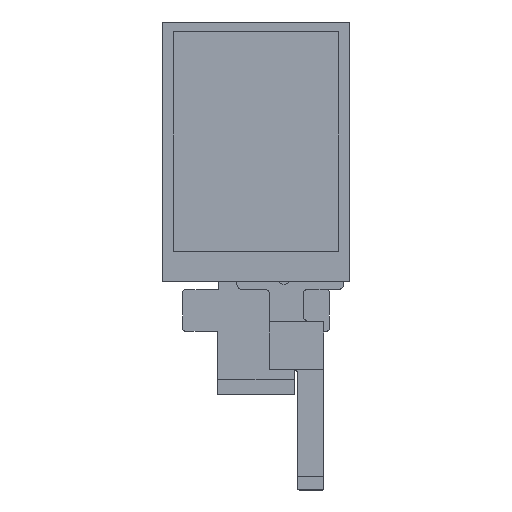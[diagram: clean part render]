
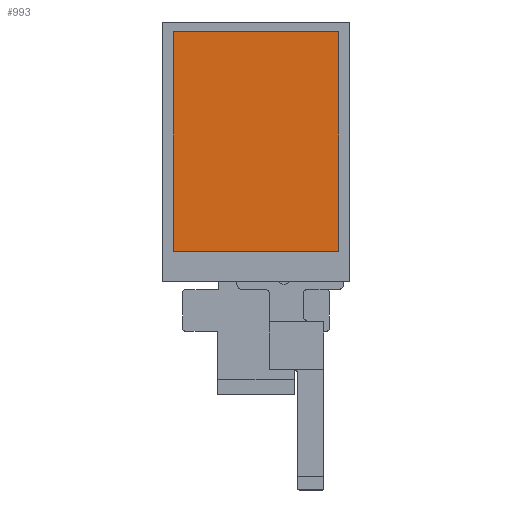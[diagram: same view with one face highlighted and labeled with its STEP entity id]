
A CAD part, top view. The second image highlights one B-rep face of the part: STEP entity #993.
In plain terms, the highlighted face is planar.
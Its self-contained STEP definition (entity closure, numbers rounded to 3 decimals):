
#471 = LINE ( 'NONE', #1190, #7753 ) ;
#573 = EDGE_LOOP ( 'NONE', ( #9250, #15258, #664, #2381 ) ) ;
#664 = ORIENTED_EDGE ( 'NONE', *, *, #10484, .T. ) ;
#888 = EDGE_CURVE ( 'NONE', #10839, #8724, #471, .T. ) ;
#993 = ADVANCED_FACE ( 'NONE', ( #11635 ), #9749, .T. ) ;
#1109 = DIRECTION ( 'NONE',  ( 1., 0., 0. ) ) ;
#1190 = CARTESIAN_POINT ( 'NONE',  ( 47.1, 0.68, -8.05 ) ) ;
#1642 = CARTESIAN_POINT ( 'NONE',  ( 47.1, 0.68, -8.05 ) ) ;
#1970 = VECTOR ( 'NONE', #1109, 1000. ) ;
#2017 = LINE ( 'NONE', #15443, #9491 ) ;
#2381 = ORIENTED_EDGE ( 'NONE', *, *, #13275, .T. ) ;
#2600 = EDGE_CURVE ( 'NONE', #12200, #10839, #11128, .T. ) ;
#2605 = DIRECTION ( 'NONE',  ( 1., 0., 0. ) ) ;
#3239 = VECTOR ( 'NONE', #12992, 1000. ) ;
#3717 = DIRECTION ( 'NONE',  ( 0., 1., 0. ) ) ;
#4756 = DIRECTION ( 'NONE',  ( 0., 0., -1. ) ) ;
#6272 = CARTESIAN_POINT ( 'NONE',  ( 25., 0.68, -34.6 ) ) ;
#7753 = VECTOR ( 'NONE', #4756, 1000. ) ;
#7908 = CARTESIAN_POINT ( 'NONE',  ( 2.9, 0.68, -8.05 ) ) ;
#8724 = VERTEX_POINT ( 'NONE', #10323 ) ;
#9250 = ORIENTED_EDGE ( 'NONE', *, *, #2600, .T. ) ;
#9491 = VECTOR ( 'NONE', #13161, 1000. ) ;
#9749 = PLANE ( 'NONE',  #13136 ) ;
#10323 = CARTESIAN_POINT ( 'NONE',  ( 47.1, 0.68, -66.65 ) ) ;
#10484 = EDGE_CURVE ( 'NONE', #8724, #15294, #2017, .T. ) ;
#10839 = VERTEX_POINT ( 'NONE', #1642 ) ;
#11128 = LINE ( 'NONE', #14017, #1970 ) ;
#11635 = FACE_OUTER_BOUND ( 'NONE', #573, .T. ) ;
#11853 = CARTESIAN_POINT ( 'NONE',  ( 2.9, 0.68, -66.65 ) ) ;
#11874 = CARTESIAN_POINT ( 'NONE',  ( 2.9, 0.68, -66.65 ) ) ;
#12200 = VERTEX_POINT ( 'NONE', #7908 ) ;
#12992 = DIRECTION ( 'NONE',  ( 0., 0., 1. ) ) ;
#13133 = LINE ( 'NONE', #11853, #3239 ) ;
#13136 = AXIS2_PLACEMENT_3D ( 'NONE', #6272, #3717, #2605 ) ;
#13161 = DIRECTION ( 'NONE',  ( -1., 0., 0. ) ) ;
#13275 = EDGE_CURVE ( 'NONE', #15294, #12200, #13133, .T. ) ;
#14017 = CARTESIAN_POINT ( 'NONE',  ( 2.9, 0.68, -8.05 ) ) ;
#15258 = ORIENTED_EDGE ( 'NONE', *, *, #888, .T. ) ;
#15294 = VERTEX_POINT ( 'NONE', #11874 ) ;
#15443 = CARTESIAN_POINT ( 'NONE',  ( 47.1, 0.68, -66.65 ) ) ;
